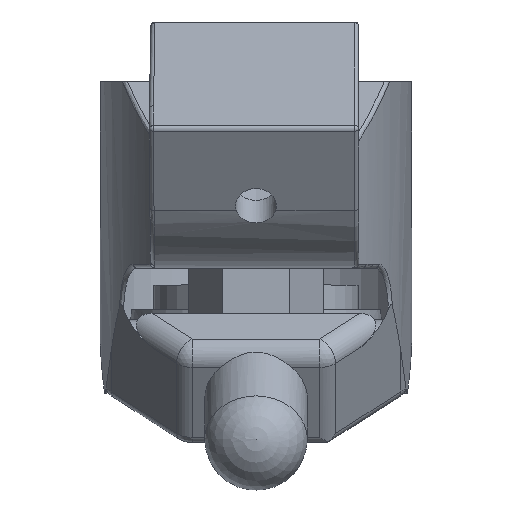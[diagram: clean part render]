
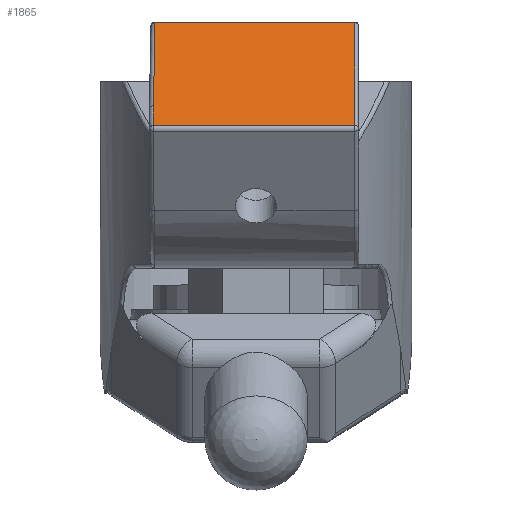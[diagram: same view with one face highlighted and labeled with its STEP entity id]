
A CAD part, top view. The second image highlights one B-rep face of the part: STEP entity #1865.
In plain terms, the highlighted planar face has unit normal (0, 0.845, 0.535).
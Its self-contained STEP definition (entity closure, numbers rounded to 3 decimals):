
#193=FACE_OUTER_BOUND('',#309,.T.);
#309=EDGE_LOOP('',(#1386,#1387,#1388,#1389,#1390));
#432=LINE('',#3260,#561);
#434=LINE('',#3297,#563);
#435=LINE('',#3300,#564);
#437=LINE('',#3304,#566);
#438=LINE('',#3306,#567);
#561=VECTOR('',#2345,10.);
#563=VECTOR('',#2351,10.);
#564=VECTOR('',#2356,10.);
#566=VECTOR('',#2362,10.);
#567=VECTOR('',#2365,10.);
#802=VERTEX_POINT('',#3087);
#815=VERTEX_POINT('',#3219);
#823=VERTEX_POINT('',#3257);
#824=VERTEX_POINT('',#3259);
#826=VERTEX_POINT('',#3265);
#1023=EDGE_CURVE('',#823,#824,#432,.T.);
#1027=EDGE_CURVE('',#826,#823,#434,.T.);
#1029=EDGE_CURVE('',#815,#826,#435,.T.);
#1032=EDGE_CURVE('',#824,#802,#437,.T.);
#1033=EDGE_CURVE('',#802,#815,#438,.T.);
#1386=ORIENTED_EDGE('',*,*,#1023,.F.);
#1387=ORIENTED_EDGE('',*,*,#1027,.F.);
#1388=ORIENTED_EDGE('',*,*,#1029,.F.);
#1389=ORIENTED_EDGE('',*,*,#1033,.F.);
#1390=ORIENTED_EDGE('',*,*,#1032,.F.);
#1799=PLANE('',#2038);
#1865=ADVANCED_FACE('',(#193),#1799,.T.);
#2038=AXIS2_PLACEMENT_3D('',#3324,#2390,#2391);
#2345=DIRECTION('',(1.,0.,0.));
#2351=DIRECTION('',(0.01,0.535,-0.845));
#2356=DIRECTION('',(0.,0.535,-0.845));
#2362=DIRECTION('',(0.,-0.535,0.845));
#2365=DIRECTION('',(-1.,0.,0.));
#2390=DIRECTION('center_axis',(0.,0.845,0.535));
#2391=DIRECTION('ref_axis',(0.,-0.535,0.845));
#3087=CARTESIAN_POINT('',(12.,17.549,77.306));
#3219=CARTESIAN_POINT('',(-12.492,17.549,77.306));
#3257=CARTESIAN_POINT('',(-12.301,30.11,57.494));
#3259=CARTESIAN_POINT('',(12.,30.11,57.494));
#3260=CARTESIAN_POINT('',(-19.,30.11,57.494));
#3265=CARTESIAN_POINT('',(-12.492,19.957,73.507));
#3297=CARTESIAN_POINT('',(-12.449,22.228,69.926));
#3300=CARTESIAN_POINT('',(-12.492,25.168,65.289));
#3304=CARTESIAN_POINT('',(12.,30.959,56.156));
#3306=CARTESIAN_POINT('',(-19.,17.549,77.306));
#3324=CARTESIAN_POINT('Origin',(-19.,30.378,57.072));
